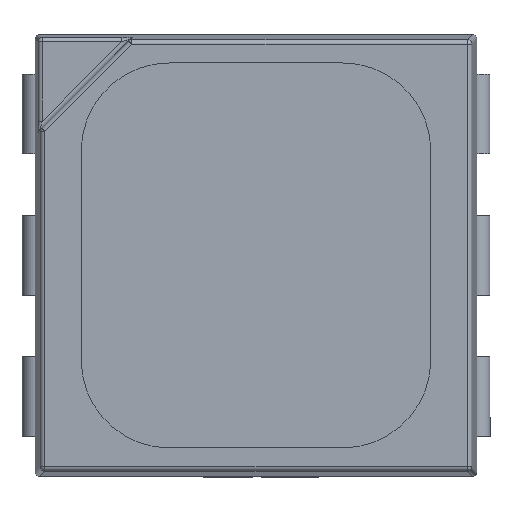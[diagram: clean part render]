
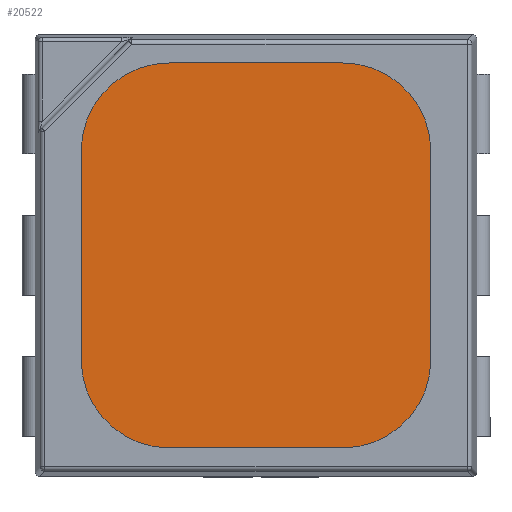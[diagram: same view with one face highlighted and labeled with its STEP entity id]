
A CAD part, top view. The second image highlights one B-rep face of the part: STEP entity #20522.
In plain terms, the highlighted planar face has unit normal (0, 0, 1).
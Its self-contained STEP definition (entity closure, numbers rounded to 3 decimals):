
#27 = CARTESIAN_POINT ( 'NONE',  ( -0.98, -2.18, 1.4 ) ) ;
#188 = DIRECTION ( 'NONE',  ( 1., 0., 0. ) ) ;
#295 = DIRECTION ( 'NONE',  ( 0., 0., 1. ) ) ;
#924 = EDGE_CURVE ( 'NONE', #5073, #16254, #5200, .T. ) ;
#1672 = CARTESIAN_POINT ( 'NONE',  ( -1.98, 1.18, 1.4 ) ) ;
#2289 = CARTESIAN_POINT ( 'NONE',  ( -0.98, -1.18, 1.4 ) ) ;
#2417 = ORIENTED_EDGE ( 'NONE', *, *, #8881, .T. ) ;
#3162 = VECTOR ( 'NONE', #13074, 1000. ) ;
#3524 = CARTESIAN_POINT ( 'NONE',  ( -0.98, -2.18, 1.4 ) ) ;
#3627 = CARTESIAN_POINT ( 'NONE',  ( 1.98, 1.18, 1.4 ) ) ;
#4310 = VERTEX_POINT ( 'NONE', #3627 ) ;
#4350 = DIRECTION ( 'NONE',  ( -1., 0., 0. ) ) ;
#4794 = CARTESIAN_POINT ( 'NONE',  ( 0.98, 1.18, 1.4 ) ) ;
#5073 = VERTEX_POINT ( 'NONE', #8928 ) ;
#5159 = CIRCLE ( 'NONE', #14620, 1. ) ;
#5200 = LINE ( 'NONE', #11688, #3162 ) ;
#5275 = ORIENTED_EDGE ( 'NONE', *, *, #924, .T. ) ;
#5924 = CARTESIAN_POINT ( 'NONE',  ( -0.98, 1.18, 1.4 ) ) ;
#6605 = CIRCLE ( 'NONE', #7636, 1. ) ;
#6846 = CARTESIAN_POINT ( 'NONE',  ( 1.98, -1.18, 1.4 ) ) ;
#6936 = CARTESIAN_POINT ( 'NONE',  ( -0.98, -1.18, 1.4 ) ) ;
#7114 = LINE ( 'NONE', #27, #16777 ) ;
#7364 = EDGE_CURVE ( 'NONE', #4310, #5073, #15232, .T. ) ;
#7636 = AXIS2_PLACEMENT_3D ( 'NONE', #6936, #19979, #13416 ) ;
#8714 = AXIS2_PLACEMENT_3D ( 'NONE', #5924, #18842, #4350 ) ;
#8881 = EDGE_CURVE ( 'NONE', #10311, #4310, #17666, .T. ) ;
#8897 = VERTEX_POINT ( 'NONE', #12751 ) ;
#8928 = CARTESIAN_POINT ( 'NONE',  ( 0.98, 2.18, 1.4 ) ) ;
#8971 = VERTEX_POINT ( 'NONE', #3524 ) ;
#9083 = ORIENTED_EDGE ( 'NONE', *, *, #17605, .T. ) ;
#9117 = ORIENTED_EDGE ( 'NONE', *, *, #18992, .T. ) ;
#9371 = DIRECTION ( 'NONE',  ( 0., 1., 0. ) ) ;
#9436 = AXIS2_PLACEMENT_3D ( 'NONE', #2289, #13473, #19943 ) ;
#9523 = EDGE_CURVE ( 'NONE', #8971, #8897, #7114, .T. ) ;
#9560 = CARTESIAN_POINT ( 'NONE',  ( 1.98, -1.18, 1.4 ) ) ;
#9678 = DIRECTION ( 'NONE',  ( -1., 0., 0. ) ) ;
#9849 = EDGE_CURVE ( 'NONE', #16254, #16035, #17806, .T. ) ;
#10311 = VERTEX_POINT ( 'NONE', #6846 ) ;
#10385 = VECTOR ( 'NONE', #9371, 1000. ) ;
#10528 = AXIS2_PLACEMENT_3D ( 'NONE', #4794, #11276, #9678 ) ;
#11276 = DIRECTION ( 'NONE',  ( 0., 0., 1. ) ) ;
#11432 = ORIENTED_EDGE ( 'NONE', *, *, #9523, .T. ) ;
#11501 = ORIENTED_EDGE ( 'NONE', *, *, #9849, .T. ) ;
#11535 = CARTESIAN_POINT ( 'NONE',  ( -1.98, -1.18, 1.4 ) ) ;
#11688 = CARTESIAN_POINT ( 'NONE',  ( -0.98, 2.18, 1.4 ) ) ;
#11901 = PLANE ( 'NONE',  #9436 ) ;
#12347 = CARTESIAN_POINT ( 'NONE',  ( -1.98, -1.18, 1.4 ) ) ;
#12569 = ORIENTED_EDGE ( 'NONE', *, *, #20298, .T. ) ;
#12751 = CARTESIAN_POINT ( 'NONE',  ( 0.98, -2.18, 1.4 ) ) ;
#12860 = CARTESIAN_POINT ( 'NONE',  ( -0.98, 2.18, 1.4 ) ) ;
#13074 = DIRECTION ( 'NONE',  ( -1., 0., 0. ) ) ;
#13416 = DIRECTION ( 'NONE',  ( -1., 0., 0. ) ) ;
#13473 = DIRECTION ( 'NONE',  ( 0., 0., -1. ) ) ;
#13607 = ORIENTED_EDGE ( 'NONE', *, *, #7364, .T. ) ;
#14377 = VERTEX_POINT ( 'NONE', #11535 ) ;
#14620 = AXIS2_PLACEMENT_3D ( 'NONE', #16189, #295, #188 ) ;
#15232 = CIRCLE ( 'NONE', #10528, 1. ) ;
#16035 = VERTEX_POINT ( 'NONE', #1672 ) ;
#16189 = CARTESIAN_POINT ( 'NONE',  ( 0.98, -1.18, 1.4 ) ) ;
#16254 = VERTEX_POINT ( 'NONE', #12860 ) ;
#16722 = FACE_OUTER_BOUND ( 'NONE', #16862, .T. ) ;
#16777 = VECTOR ( 'NONE', #20052, 1000. ) ;
#16862 = EDGE_LOOP ( 'NONE', ( #9083, #11432, #9117, #2417, #13607, #5275, #11501, #12569 ) ) ;
#17168 = LINE ( 'NONE', #12347, #17830 ) ;
#17605 = EDGE_CURVE ( 'NONE', #14377, #8971, #6605, .T. ) ;
#17666 = LINE ( 'NONE', #9560, #10385 ) ;
#17806 = CIRCLE ( 'NONE', #8714, 1. ) ;
#17830 = VECTOR ( 'NONE', #18344, 1000. ) ;
#18344 = DIRECTION ( 'NONE',  ( 0., -1., 0. ) ) ;
#18842 = DIRECTION ( 'NONE',  ( 0., 0., 1. ) ) ;
#18992 = EDGE_CURVE ( 'NONE', #8897, #10311, #5159, .T. ) ;
#19943 = DIRECTION ( 'NONE',  ( -1., 0., 0. ) ) ;
#19979 = DIRECTION ( 'NONE',  ( 0., 0., 1. ) ) ;
#20052 = DIRECTION ( 'NONE',  ( 1., 0., 0. ) ) ;
#20298 = EDGE_CURVE ( 'NONE', #16035, #14377, #17168, .T. ) ;
#20522 = ADVANCED_FACE ( 'NONE', ( #16722 ), #11901, .F. ) ;
